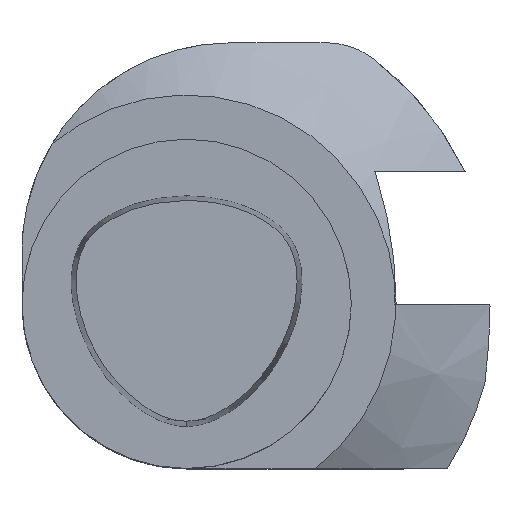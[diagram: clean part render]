
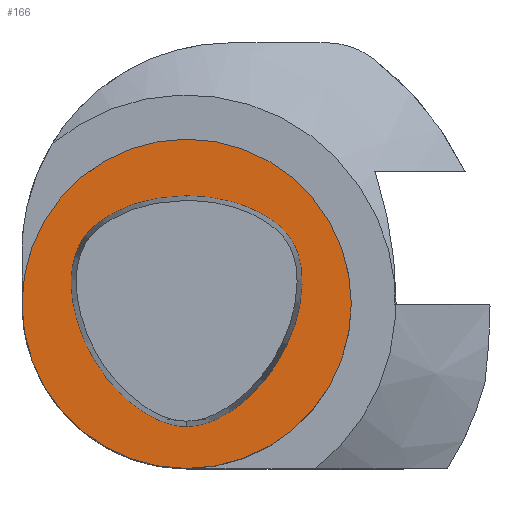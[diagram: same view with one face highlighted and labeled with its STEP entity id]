
A CAD part, top view. The second image highlights one B-rep face of the part: STEP entity #166.
In plain terms, the highlighted conical face has half-angle 90 degrees and reference radius 15.75 mm.
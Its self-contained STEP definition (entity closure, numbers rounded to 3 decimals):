
#166=ADVANCED_FACE('Unnamed[1]',(#439,#440),#441,.F.);
#311=EDGE_CURVE('Unnamed[1]',#635,#635,#636,.T.);
#439=FACE_BOUND('',#1727,.T.);
#440=FACE_BOUND('',#1728,.T.);
#441=CONICAL_SURFACE('',#1729,15.75,1.571);
#635=VERTEX_POINT('',#4814);
#636=CIRCLE('',#4815,31.5);
#1727=EDGE_LOOP('',(#5635));
#1728=VERTEX_LOOP('',#5636);
#1729=AXIS2_PLACEMENT_3D('',#5637,#5638,#5639);
#4814=CARTESIAN_POINT('',(-31.5,0.,0.));
#4815=AXIS2_PLACEMENT_3D('',#5842,#5843,#5844);
#5635=ORIENTED_EDGE('',*,*,#311,.F.);
#5636=VERTEX_POINT('',#5928);
#5637=CARTESIAN_POINT('',(0.,0.,0.));
#5638=DIRECTION('',(0.,0.,1.0));
#5639=DIRECTION('',(-1.0,0.,0.));
#5842=CARTESIAN_POINT('',(0.0,0.0,0.0));
#5843=DIRECTION('',(0.,0.,-1.0));
#5844=DIRECTION('',(-1.0,0.,0.));
#5928=CARTESIAN_POINT('',(0.,0.,0.));
